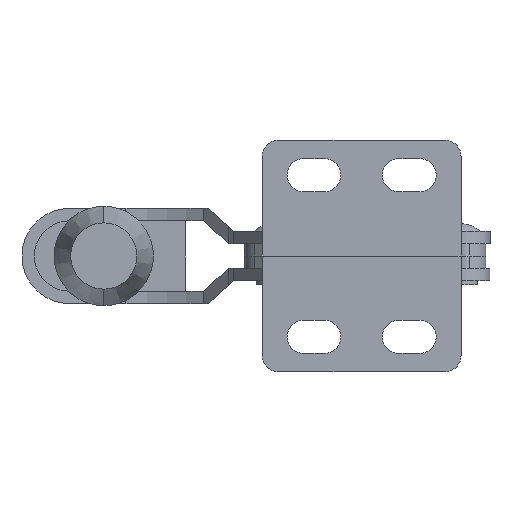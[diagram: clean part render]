
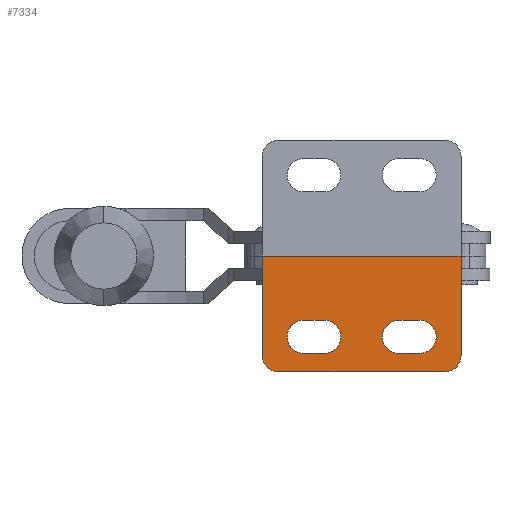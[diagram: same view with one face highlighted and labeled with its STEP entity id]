
A CAD part, front view. The second image highlights one B-rep face of the part: STEP entity #7334.
In plain terms, the highlighted planar face has unit normal (0, -1, 0).
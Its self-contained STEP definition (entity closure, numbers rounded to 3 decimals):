
#14 = DIRECTION ( 'NONE',  ( 0., 0., 1. ) ) ;
#199 = DIRECTION ( 'NONE',  ( 0., 1., 0. ) ) ;
#233 = FACE_BOUND ( 'NONE', #2727, .T. ) ;
#315 = CARTESIAN_POINT ( 'NONE',  ( -16.5, 0., -9.75 ) ) ;
#378 = DIRECTION ( 'NONE',  ( 0., 0., -1. ) ) ;
#458 = ORIENTED_EDGE ( 'NONE', *, *, #1556, .F. ) ;
#481 = EDGE_LOOP ( 'NONE', ( #2023, #1227, #458, #1151, #1274, #1037 ) ) ;
#535 = EDGE_LOOP ( 'NONE', ( #4743, #2305, #2475, #2522 ) ) ;
#753 = VECTOR ( 'NONE', #2276, 1000. ) ;
#937 = CARTESIAN_POINT ( 'NONE',  ( -19., 0., -7.75 ) ) ;
#960 = LINE ( 'NONE', #3116, #7117 ) ;
#1037 = ORIENTED_EDGE ( 'NONE', *, *, #1579, .T. ) ;
#1151 = ORIENTED_EDGE ( 'NONE', *, *, #1568, .F. ) ;
#1157 = VERTEX_POINT ( 'NONE', #6493 ) ;
#1166 = LINE ( 'NONE', #1344, #3881 ) ;
#1172 = DIRECTION ( 'NONE',  ( 0., 0., 1. ) ) ;
#1227 = ORIENTED_EDGE ( 'NONE', *, *, #1543, .F. ) ;
#1274 = ORIENTED_EDGE ( 'NONE', *, *, #1570, .F. ) ;
#1294 = DIRECTION ( 'NONE',  ( 0., 1., 0. ) ) ;
#1320 = CARTESIAN_POINT ( 'NONE',  ( -19., 0., -9.75 ) ) ;
#1344 = CARTESIAN_POINT ( 'NONE',  ( -16.5, 0., -7.75 ) ) ;
#1385 = LINE ( 'NONE', #5419, #4429 ) ;
#1543 = EDGE_CURVE ( 'NONE', #4110, #4621, #1595, .T. ) ;
#1554 = EDGE_CURVE ( 'NONE', #4621, #3420, #1385, .T. ) ;
#1556 = EDGE_CURVE ( 'NONE', #1157, #4110, #4961, .T. ) ;
#1568 = EDGE_CURVE ( 'NONE', #7195, #1157, #7295, .T. ) ;
#1570 = EDGE_CURVE ( 'NONE', #6392, #7195, #7486, .T. ) ;
#1579 = EDGE_CURVE ( 'NONE', #6392, #3420, #5986, .T. ) ;
#1583 = EDGE_CURVE ( 'NONE', #2140, #6340, #2907, .T. ) ;
#1584 = EDGE_CURVE ( 'NONE', #6340, #4160, #960, .T. ) ;
#1591 = EDGE_CURVE ( 'NONE', #4160, #6910, #4245, .T. ) ;
#1593 = EDGE_CURVE ( 'NONE', #6910, #2140, #2523, .T. ) ;
#1595 = LINE ( 'NONE', #5870, #4778 ) ;
#1602 = EDGE_CURVE ( 'NONE', #4809, #6702, #5618, .T. ) ;
#1604 = EDGE_CURVE ( 'NONE', #6702, #4161, #1166, .T. ) ;
#1618 = EDGE_CURVE ( 'NONE', #4161, #3434, #5412, .T. ) ;
#1626 = EDGE_CURVE ( 'NONE', #3434, #4809, #5227, .T. ) ;
#1649 = DIRECTION ( 'NONE',  ( 0., 0., 1. ) ) ;
#1791 = DIRECTION ( 'NONE',  ( 0., 1., 0. ) ) ;
#1814 = CARTESIAN_POINT ( 'NONE',  ( -7.5, 0., -9.75 ) ) ;
#1933 = CARTESIAN_POINT ( 'NONE',  ( -5., 0., -11.75 ) ) ;
#2023 = ORIENTED_EDGE ( 'NONE', *, *, #1554, .F. ) ;
#2120 = DIRECTION ( 'NONE',  ( 1., 0., 0. ) ) ;
#2140 = VERTEX_POINT ( 'NONE', #5994 ) ;
#2218 = CARTESIAN_POINT ( 'NONE',  ( -24., 0., -12. ) ) ;
#2276 = DIRECTION ( 'NONE',  ( 1., 0., 0. ) ) ;
#2305 = ORIENTED_EDGE ( 'NONE', *, *, #1584, .T. ) ;
#2475 = ORIENTED_EDGE ( 'NONE', *, *, #1591, .T. ) ;
#2522 = ORIENTED_EDGE ( 'NONE', *, *, #1593, .T. ) ;
#2523 = LINE ( 'NONE', #3214, #753 ) ;
#2725 = VECTOR ( 'NONE', #3393, 1000. ) ;
#2727 = EDGE_LOOP ( 'NONE', ( #5699, #2977, #3159, #3237 ) ) ;
#2907 = CIRCLE ( 'NONE', #4888, 2. ) ;
#2928 = DIRECTION ( 'NONE',  ( 0., 0., 1. ) ) ;
#2940 = DIRECTION ( 'NONE',  ( -1., 0., 0. ) ) ;
#2943 = DIRECTION ( 'NONE',  ( 0., 1., 0. ) ) ;
#2957 = CARTESIAN_POINT ( 'NONE',  ( -5., 0., -9.75 ) ) ;
#2977 = ORIENTED_EDGE ( 'NONE', *, *, #1604, .T. ) ;
#3116 = CARTESIAN_POINT ( 'NONE',  ( -5., 0., -11.75 ) ) ;
#3159 = ORIENTED_EDGE ( 'NONE', *, *, #1618, .T. ) ;
#3182 = CARTESIAN_POINT ( 'NONE',  ( -24., 0., 0. ) ) ;
#3214 = CARTESIAN_POINT ( 'NONE',  ( -5., 0., -7.75 ) ) ;
#3237 = ORIENTED_EDGE ( 'NONE', *, *, #1626, .T. ) ;
#3304 = DIRECTION ( 'NONE',  ( -1., 0., 0. ) ) ;
#3393 = DIRECTION ( 'NONE',  ( 0., 0., 1. ) ) ;
#3420 = VERTEX_POINT ( 'NONE', #6520 ) ;
#3430 = FACE_OUTER_BOUND ( 'NONE', #481, .T. ) ;
#3434 = VERTEX_POINT ( 'NONE', #5956 ) ;
#3466 = DIRECTION ( 'NONE',  ( 0., 0., 1. ) ) ;
#3505 = DIRECTION ( 'NONE',  ( 0., 1., 0. ) ) ;
#3539 = CARTESIAN_POINT ( 'NONE',  ( -24., 0., -1.5 ) ) ;
#3685 = CARTESIAN_POINT ( 'NONE',  ( -2., 0., -12. ) ) ;
#3704 = VECTOR ( 'NONE', #2940, 1000. ) ;
#3756 = CARTESIAN_POINT ( 'NONE',  ( 0., 0., -1.5 ) ) ;
#3881 = VECTOR ( 'NONE', #2120, 1000. ) ;
#4018 = CARTESIAN_POINT ( 'NONE',  ( -16.5, 0., -7.75 ) ) ;
#4105 = DIRECTION ( 'NONE',  ( 0., 1., 0. ) ) ;
#4110 = VERTEX_POINT ( 'NONE', #2218 ) ;
#4160 = VERTEX_POINT ( 'NONE', #7474 ) ;
#4161 = VERTEX_POINT ( 'NONE', #4018 ) ;
#4245 = CIRCLE ( 'NONE', #4799, 2. ) ;
#4366 = DIRECTION ( 'NONE',  ( 0., 0., 1. ) ) ;
#4392 = DIRECTION ( 'NONE',  ( 0., 1., 0. ) ) ;
#4429 = VECTOR ( 'NONE', #5035, 1000. ) ;
#4515 = CARTESIAN_POINT ( 'NONE',  ( -22., 0., -12. ) ) ;
#4621 = VERTEX_POINT ( 'NONE', #3182 ) ;
#4632 = AXIS2_PLACEMENT_3D ( 'NONE', #315, #199, #14 ) ;
#4714 = AXIS2_PLACEMENT_3D ( 'NONE', #3539, #4105, #378 ) ;
#4729 = AXIS2_PLACEMENT_3D ( 'NONE', #4515, #4392, #4366 ) ;
#4743 = ORIENTED_EDGE ( 'NONE', *, *, #1583, .T. ) ;
#4746 = AXIS2_PLACEMENT_3D ( 'NONE', #1320, #1294, #1172 ) ;
#4778 = VECTOR ( 'NONE', #5478, 1000. ) ;
#4799 = AXIS2_PLACEMENT_3D ( 'NONE', #1814, #1791, #1649 ) ;
#4809 = VERTEX_POINT ( 'NONE', #7286 ) ;
#4888 = AXIS2_PLACEMENT_3D ( 'NONE', #2957, #2943, #2928 ) ;
#4943 = FACE_BOUND ( 'NONE', #535, .T. ) ;
#4961 = CIRCLE ( 'NONE', #4729, 2. ) ;
#4990 = AXIS2_PLACEMENT_3D ( 'NONE', #3685, #3505, #3466 ) ;
#5035 = DIRECTION ( 'NONE',  ( 1., 0., 0. ) ) ;
#5227 = LINE ( 'NONE', #6107, #3704 ) ;
#5327 = CARTESIAN_POINT ( 'NONE',  ( -22., 0., -14. ) ) ;
#5412 = CIRCLE ( 'NONE', #4632, 2. ) ;
#5419 = CARTESIAN_POINT ( 'NONE',  ( -24., 0., 0. ) ) ;
#5478 = DIRECTION ( 'NONE',  ( 0., 0., 1. ) ) ;
#5618 = CIRCLE ( 'NONE', #4746, 2. ) ;
#5638 = DIRECTION ( 'NONE',  ( -1., 0., 0. ) ) ;
#5699 = ORIENTED_EDGE ( 'NONE', *, *, #1602, .T. ) ;
#5792 = VECTOR ( 'NONE', #5638, 1000. ) ;
#5870 = CARTESIAN_POINT ( 'NONE',  ( -24., 0., -1.5 ) ) ;
#5956 = CARTESIAN_POINT ( 'NONE',  ( -16.5, 0., -11.75 ) ) ;
#5986 = LINE ( 'NONE', #3756, #2725 ) ;
#5994 = CARTESIAN_POINT ( 'NONE',  ( -5., 0., -7.75 ) ) ;
#6107 = CARTESIAN_POINT ( 'NONE',  ( -16.5, 0., -11.75 ) ) ;
#6340 = VERTEX_POINT ( 'NONE', #1933 ) ;
#6392 = VERTEX_POINT ( 'NONE', #7791 ) ;
#6493 = CARTESIAN_POINT ( 'NONE',  ( -22., 0., -14. ) ) ;
#6520 = CARTESIAN_POINT ( 'NONE',  ( 0., 0., 0. ) ) ;
#6702 = VERTEX_POINT ( 'NONE', #937 ) ;
#6910 = VERTEX_POINT ( 'NONE', #7113 ) ;
#6977 = PLANE ( 'NONE',  #4714 ) ;
#7113 = CARTESIAN_POINT ( 'NONE',  ( -7.5, 0., -7.75 ) ) ;
#7117 = VECTOR ( 'NONE', #3304, 1000. ) ;
#7195 = VERTEX_POINT ( 'NONE', #7387 ) ;
#7286 = CARTESIAN_POINT ( 'NONE',  ( -19., 0., -11.75 ) ) ;
#7295 = LINE ( 'NONE', #5327, #5792 ) ;
#7334 = ADVANCED_FACE ( 'NONE', ( #3430, #4943, #233 ), #6977, .F. ) ;
#7387 = CARTESIAN_POINT ( 'NONE',  ( -2., 0., -14. ) ) ;
#7474 = CARTESIAN_POINT ( 'NONE',  ( -7.5, 0., -11.75 ) ) ;
#7486 = CIRCLE ( 'NONE', #4990, 2. ) ;
#7791 = CARTESIAN_POINT ( 'NONE',  ( 0., 0., -12. ) ) ;
